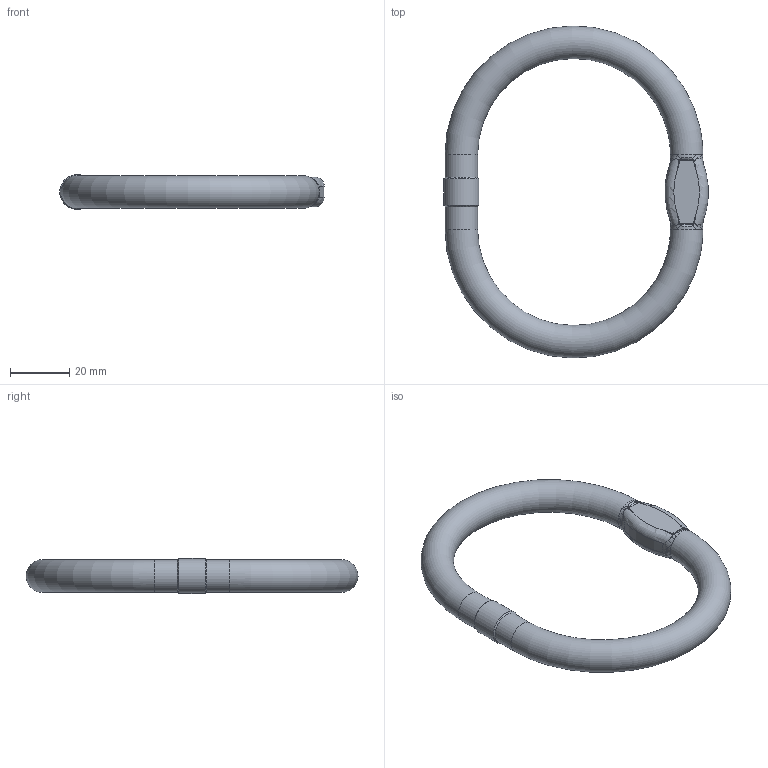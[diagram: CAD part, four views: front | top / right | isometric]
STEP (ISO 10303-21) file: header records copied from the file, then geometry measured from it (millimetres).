
FILE_DESCRIPTION(/* description */ (''),/* implementation_level */ '2;1');
FILE_NAME(/* name */ 'MW 10 Kundenmodell_stp',/* time_stamp */ '2009-08-27T09:07:46+02:00',/* author */ (''),/* organization */ (''),/* preprocessor_version */ 'ST-DEVELOPER v9',/* originating_system */ 'UGS - NX 4.0',/* authorisation */ '');
FILE_SCHEMA (('AUTOMOTIVE_DESIGN { 1 0 10303 214 1 1 1 1 }'));
Length unit declared in the file: millimetre
Products named in the file (1): BAKRD53B0tcn
Bounding box: 89.18 x 111.99 x 11.82 mm (x, y, z)
Volume: 28210 mm3; surface area: 10169.9 mm2
Topology: 1 solids, 1 shells, 75 faces, 182 edges, 99 vertices
Faces by surface type: bspline 48, cylinder 17, torus 6, plane 2, cone 2
Full cylindrical faces by diameter (mm): 11 x2, 11.825 x1
Entity records: 3545 total; most frequent: CARTESIAN_POINT 2231, ORIENTED_EDGE 324, DIRECTION 184, EDGE_CURVE 162, B_SPLINE_CURVE_WITH_KNOTS 96, VERTEX_POINT 94, AXIS2_PLACEMENT_3D 90, EDGE_LOOP 82
